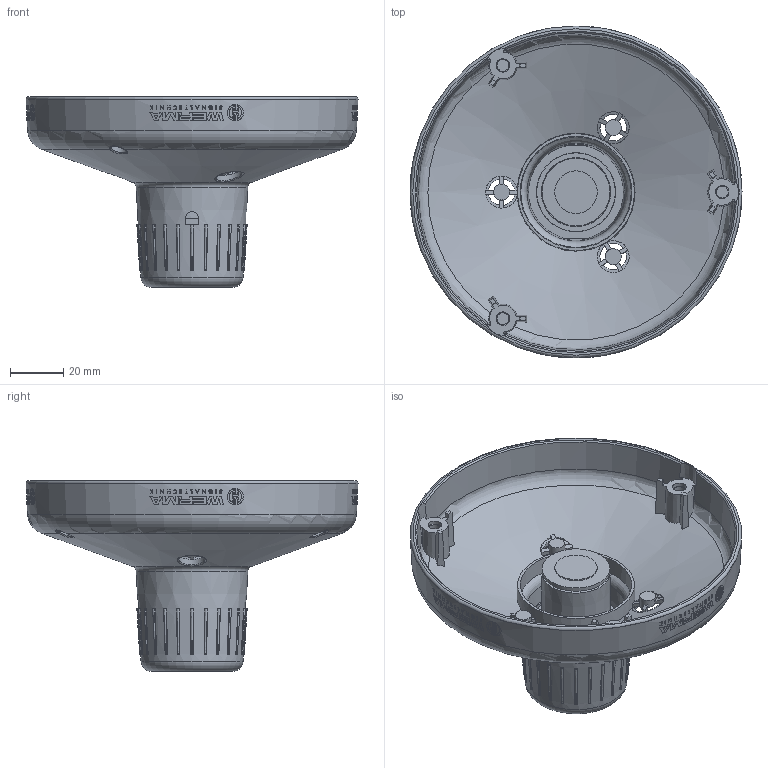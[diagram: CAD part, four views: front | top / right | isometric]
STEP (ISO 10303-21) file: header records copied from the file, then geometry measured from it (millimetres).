
FILE_DESCRIPTION(/* description */ ('Customer part'),/* implementation_level */ '2;1');
FILE_NAME(/* name */ '800000010424_PRT_000.step',/* time_stamp */ '2018-07-16T18:29:04+02:00',/* author */ ('IMPORT'),/* organization */ ('WERMA Signaltechnik GmbH+Co.KG'),/* preprocessor_version */ 'ST-DEVELOPER v17',/* originating_system */ 'Autodesk Inventor 2018',/* authorisation */ 'public');
FILE_SCHEMA (('AUTOMOTIVE_DESIGN { 1 0 10303 214 3 1 1 }'));
Length unit declared in the file: millimetre
Products named in the file (1): 800000010424
Bounding box: 124.9 x 124.9 x 71.8 mm (x, y, z)
Volume: 75879.7 mm3; surface area: 59901.8 mm2
Topology: 2 solids, 2 shells, 1480 faces, 4000 edges, 2628 vertices
Faces by surface type: bspline 771, plane 458, cone 162, cylinder 81, torus 8
Full cylindrical faces by diameter (mm): 4.5 x3, 5.1 x3, 6 x3, 10 x3, 16 x2, 20 x1, 25.5 x2, 26 x1, 31.6 x1, 32 x3, 33.2 x3, 35.8 x3, 36.5 x5
Entity records: 134501 total; most frequent: CARTESIAN_POINT 102259, ORIENTED_EDGE 8006, DIRECTION 4104, EDGE_CURVE 4003, VERTEX_POINT 2631, B_SPLINE_CURVE_WITH_KNOTS 1895, EDGE_LOOP 1622, FACE_OUTER_BOUND 1480
